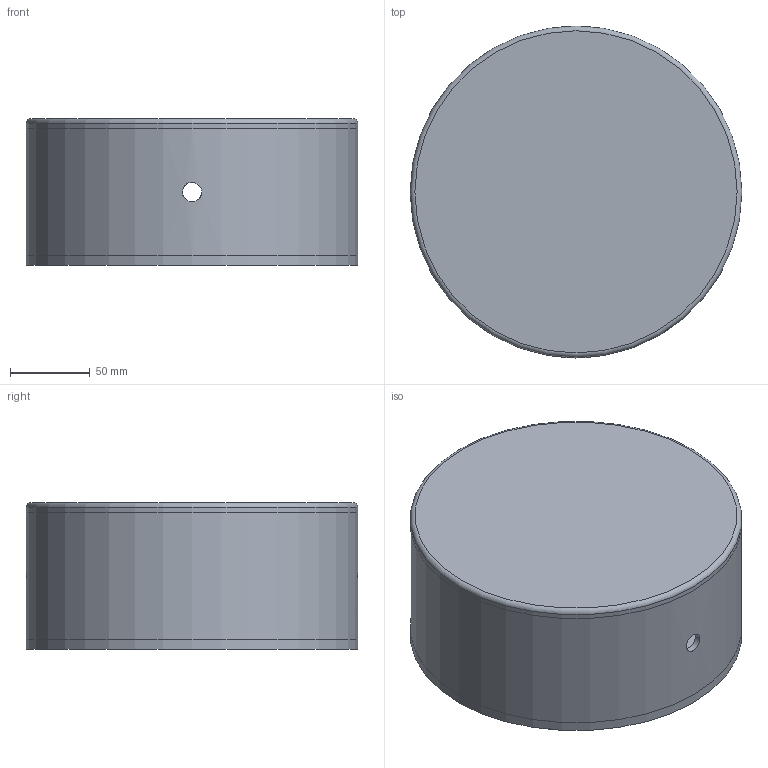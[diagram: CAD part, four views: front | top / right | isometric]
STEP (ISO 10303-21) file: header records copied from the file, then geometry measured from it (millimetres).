
FILE_DESCRIPTION(('FreeCAD Model'),'2;1');
FILE_NAME('Open CASCADE Shape Model','2023-09-30T22:57:34',(''),(''), 'Open CASCADE STEP processor 7.6','FreeCAD','Unknown');
FILE_SCHEMA(('AUTOMOTIVE_DESIGN { 1 0 10303 214 1 1 1 1 }'));
Length unit declared in the file: millimetre
Products named in the file (4): EnergieVie3_0_v2; Body; Top; Bottom
Assembly tree (3 placements, depth 2):
  EnergieVie3_0_v2
    Body
    Top
    Bottom
Bounding box: 208 x 208 x 92 mm (x, y, z)
Volume: 610590.5 mm3; surface area: 260742.3 mm2
Topology: 3 solids, 3 shells, 25 faces, 50 edges, 34 vertices
Faces by surface type: cylinder 15, plane 9, torus 1
Full cylindrical faces by diameter (mm): 2 x5, 12 x2, 200 x3, 204 x2, 208 x3
Entity records: 1287 total; most frequent: CARTESIAN_POINT 625, DIRECTION 127, ORIENTED_EDGE 100, AXIS2_PLACEMENT_3D 56, EDGE_CURVE 50, FACE_BOUND 44, EDGE_LOOP 44, VERTEX_POINT 34
